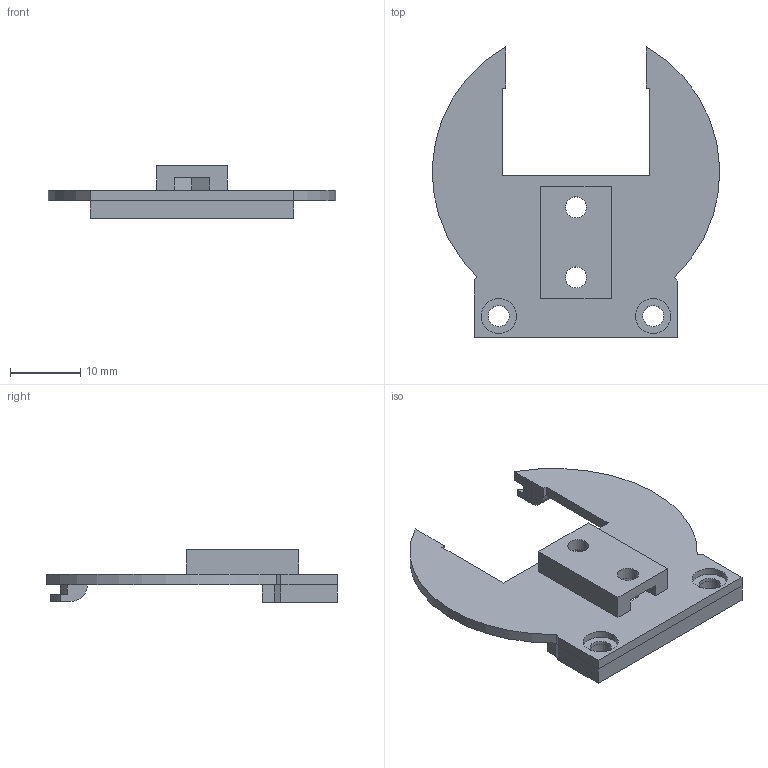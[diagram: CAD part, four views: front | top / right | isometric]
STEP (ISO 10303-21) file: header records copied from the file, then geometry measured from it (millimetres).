
FILE_DESCRIPTION(/* description */ (''),/* implementation_level */ '2;1');
FILE_NAME(/* name */ 'Eyepiece Enclosure Back V2 v1.step',/* time_stamp */ '2024-03-25T07:10:48-04:00',/* author */ (''),/* organization */ (''),/* preprocessor_version */ 'ST-DEVELOPER v20',/* originating_system */ 'Autodesk Translation Framework v12.20.1.177',/* authorisation */ '');
FILE_SCHEMA (('AUTOMOTIVE_DESIGN { 1 0 10303 214 3 1 1 }'));
Length unit declared in the file: millimetre
Products named in the file (1): Eyepiece Enclosure Back V2
Bounding box: 40.97 x 41.4 x 7.5 mm (x, y, z)
Volume: 2261.9 mm3; surface area: 3255.6 mm2
Topology: 2 solids, 2 shells, 77 faces, 208 edges, 138 vertices
Faces by surface type: plane 57, cylinder 20
Full cylindrical faces by diameter (mm): 3 x8, 5 x2
Entity records: 2470 total; most frequent: CARTESIAN_POINT 424, ORIENTED_EDGE 416, DIRECTION 404, EDGE_CURVE 208, LINE 168, VECTOR 168, VERTEX_POINT 138, AXIS2_PLACEMENT_3D 118
